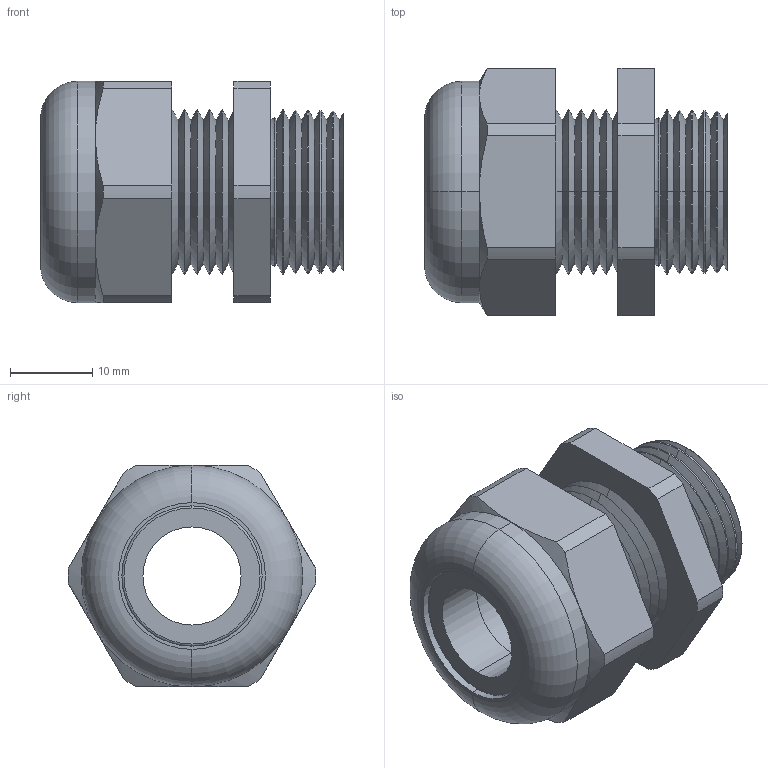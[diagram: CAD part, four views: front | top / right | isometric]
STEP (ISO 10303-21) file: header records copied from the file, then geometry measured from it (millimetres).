
FILE_DESCRIPTION (( 'STEP AP203' ), '1' );
FILE_NAME ('CD22MR-GY.STEP', '2008-06-13T20:30:22', ( 'BSI05' ), ( 'BAYSTATE' ), 'SwSTEP 2.0', 'SolidWorks 2007', '' );
FILE_SCHEMA (( 'CONFIG_CONTROL_DESIGN' ));
Length unit declared in the file: inch
Products named in the file (1): CD22MR-GY
Bounding box: 36.83 x 30.15 x 26.92 mm (x, y, z)
Volume: 11879.3 mm3; surface area: 7510.3 mm2
Topology: 2 solids, 2 shells, 116 faces, 252 edges, 144 vertices
Faces by surface type: cone 64, cylinder 24, plane 20, torus 8
Entity records: 3265 total; most frequent: DIRECTION 602, CARTESIAN_POINT 589, ORIENTED_EDGE 504, EDGE_CURVE 252, AXIS2_PLACEMENT_3D 245, VERTEX_POINT 144, CIRCLE 128, EDGE_LOOP 124
